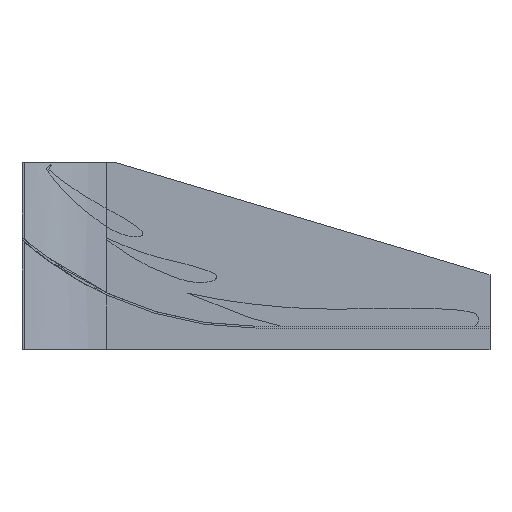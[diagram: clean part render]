
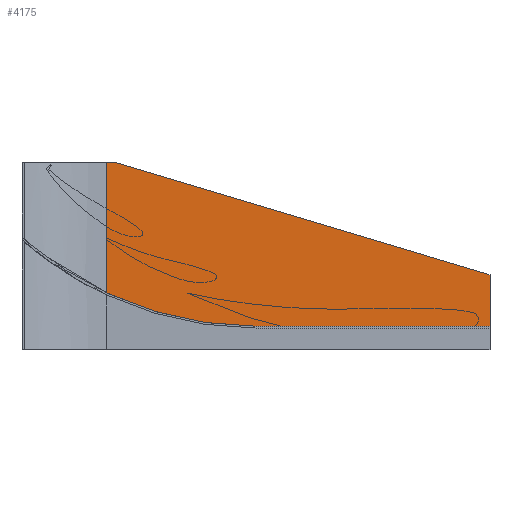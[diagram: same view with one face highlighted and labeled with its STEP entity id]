
A CAD part, front view. The second image highlights one B-rep face of the part: STEP entity #4175.
In plain terms, the highlighted planar face has unit normal (0, -1, 0).
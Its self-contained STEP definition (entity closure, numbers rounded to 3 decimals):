
#41=PLANE('',#4486);
#141=FACE_OUTER_BOUND('',#374,.T.);
#374=EDGE_LOOP('',(#2861,#2862,#2863,#2864,#2865,#2866));
#659=LINE('',#6623,#1020);
#666=LINE('',#6673,#1027);
#668=LINE('',#6677,#1029);
#669=LINE('',#6679,#1030);
#670=LINE('',#6680,#1031);
#1020=VECTOR('',#5111,10.);
#1027=VECTOR('',#5132,10.);
#1029=VECTOR('',#5136,10.);
#1030=VECTOR('',#5137,10.);
#1031=VECTOR('',#5138,10.);
#1387=CIRCLE('',#4481,376.447);
#1697=VERTEX_POINT('',#6621);
#1698=VERTEX_POINT('',#6622);
#1702=VERTEX_POINT('',#6631);
#1706=VERTEX_POINT('',#6671);
#1707=VERTEX_POINT('',#6676);
#1708=VERTEX_POINT('',#6678);
#2142=EDGE_CURVE('',#1697,#1698,#659,.T.);
#2148=EDGE_CURVE('',#1702,#1697,#1387,.T.);
#2155=EDGE_CURVE('',#1706,#1698,#666,.T.);
#2157=EDGE_CURVE('',#1707,#1706,#668,.T.);
#2158=EDGE_CURVE('',#1708,#1707,#669,.T.);
#2159=EDGE_CURVE('',#1708,#1702,#670,.T.);
#2861=ORIENTED_EDGE('',*,*,#2142,.T.);
#2862=ORIENTED_EDGE('',*,*,#2155,.F.);
#2863=ORIENTED_EDGE('',*,*,#2157,.F.);
#2864=ORIENTED_EDGE('',*,*,#2158,.F.);
#2865=ORIENTED_EDGE('',*,*,#2159,.T.);
#2866=ORIENTED_EDGE('',*,*,#2148,.T.);
#4175=ADVANCED_FACE('',(#141),#41,.T.);
#4481=AXIS2_PLACEMENT_3D('',#6647,#5119,#5120);
#4486=AXIS2_PLACEMENT_3D('',#6675,#5134,#5135);
#5111=DIRECTION('',(1.,0.,0.));
#5119=DIRECTION('center_axis',(0.,-1.,0.));
#5120=DIRECTION('ref_axis',(0.664,0.,0.748));
#5132=DIRECTION('',(0.,0.,-1.));
#5134=DIRECTION('center_axis',(0.,-1.,0.));
#5135=DIRECTION('ref_axis',(-1.,0.,0.));
#5136=DIRECTION('',(0.958,0.,-0.287));
#5137=DIRECTION('',(1.,0.,0.));
#5138=DIRECTION('',(0.,0.,-1.));
#6621=CARTESIAN_POINT('',(-230.,-659.,-7.));
#6622=CARTESIAN_POINT('',(20.,-659.,-7.));
#6623=CARTESIAN_POINT('',(-105.,-659.,-7.));
#6631=CARTESIAN_POINT('',(-390.,-659.,28.694));
#6647=CARTESIAN_POINT('Origin',(-230.,-659.,369.447));
#6671=CARTESIAN_POINT('',(20.,-659.,48.));
#6673=CARTESIAN_POINT('',(20.,-659.,108.));
#6675=CARTESIAN_POINT('Origin',(20.,-659.,168.));
#6676=CARTESIAN_POINT('',(-380.,-659.,168.));
#6677=CARTESIAN_POINT('',(-196.514,-659.,112.954));
#6678=CARTESIAN_POINT('',(-390.,-659.,168.));
#6679=CARTESIAN_POINT('',(-230.,-659.,168.));
#6680=CARTESIAN_POINT('',(-390.,-659.,168.));
